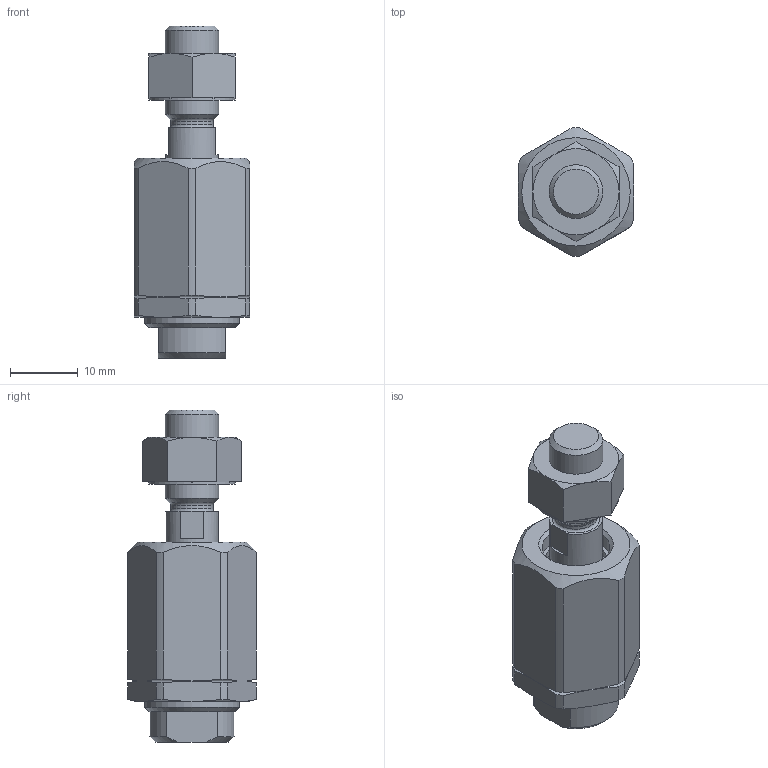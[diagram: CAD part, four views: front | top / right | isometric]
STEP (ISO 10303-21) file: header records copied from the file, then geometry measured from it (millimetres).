
FILE_DESCRIPTION(/* description */ ('STEP AP214'),/* implementation_level */ '2;1');
FILE_NAME(/* name */ '532704_FK-5_16-24',/* time_stamp */ '2024-08-28T13:48:40+02:00',/* author */ ('License CC BY-ND 4.0'),/* organization */ ('CADENAS'),/* preprocessor_version */ 'ST-DEVELOPER v19.3',/* originating_system */ 'PARTsolutions',/* authorisation */ ' ');
FILE_SCHEMA (('AUTOMOTIVE_DESIGN {1 0 10303 214 3 1 1}'));
Length unit declared in the file: millimetre
Products named in the file (7): 532704 FK-5_16-24---(asm_0_0); 532704 FK-5/16-24---(GE); 532704 FK-5/16-24---(0BO); Hex Nuts 5/16 ANSI B18.2.2; 532704 FK-5/16-24---(BU); 532704 FK-5/16-24---(MU); 532704 FK-5/16-24---(KG)
Assembly tree (7 placements, depth 2):
  532704 FK-5_16-24---(asm_0_0)
    532704 FK-5/16-24---(GE)
    532704 FK-5/16-24---(0BO)
    Hex Nuts 5/16 ANSI B18.2.2
    532704 FK-5/16-24---(BU)
    532704 FK-5/16-24---(MU)
    532704 FK-5/16-24---(KG)  x2
Bounding box: 17 x 19 x 49 mm (x, y, z)
Volume: 7315 mm3; surface area: 6196.1 mm2
Topology: 7 solids, 7 shells, 134 faces, 306 edges, 189 vertices
Faces by surface type: plane 51, cone 42, cylinder 35, sphere 4, torus 2
Full cylindrical faces by diameter (mm): 6.2 x1, 6.792 x2, 7.8 x1, 7.938 x1, 9 x2, 10 x1, 12 x1, 12.4 x2, 12.917 x2, 13.4 x1, 14 x1
Entity records: 3718 total; most frequent: CARTESIAN_POINT 765, DIRECTION 594, ORIENTED_EDGE 522, EDGE_CURVE 261, AXIS2_PLACEMENT_3D 254, VERTEX_POINT 181, EDGE_LOOP 176, FACE_BOUND 176
